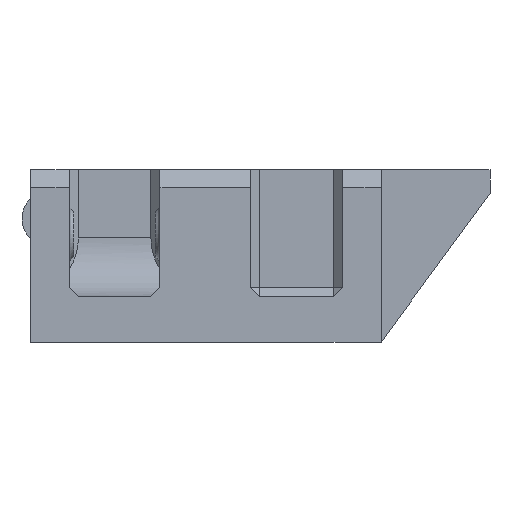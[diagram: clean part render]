
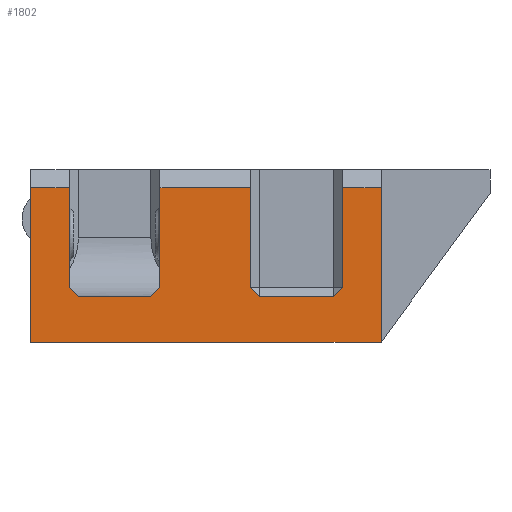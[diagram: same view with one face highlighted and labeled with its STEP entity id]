
A CAD part, left-side view. The second image highlights one B-rep face of the part: STEP entity #1802.
In plain terms, the highlighted planar face has unit normal (-1, 0, 0).
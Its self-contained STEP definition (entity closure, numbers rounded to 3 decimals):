
#97=PLANE('',#1956);
#182=FACE_OUTER_BOUND('',#295,.T.);
#295=EDGE_LOOP('',(#1442,#1443,#1444,#1445,#1446,#1447,#1448,#1449,#1450,
#1451,#1452,#1453,#1454,#1455,#1456,#1457));
#440=LINE('',#2605,#619);
#445=LINE('',#2616,#624);
#447=LINE('',#2620,#626);
#449=LINE('',#2624,#628);
#470=LINE('',#2709,#649);
#511=LINE('',#2812,#690);
#522=LINE('',#2833,#701);
#525=LINE('',#2838,#704);
#528=LINE('',#2843,#707);
#536=LINE('',#2871,#715);
#537=LINE('',#2874,#716);
#541=LINE('',#2882,#720);
#542=LINE('',#2883,#721);
#543=LINE('',#2885,#722);
#544=LINE('',#2887,#723);
#545=LINE('',#2888,#724);
#619=VECTOR('',#2069,10.);
#624=VECTOR('',#2078,10.);
#626=VECTOR('',#2082,10.);
#628=VECTOR('',#2086,10.);
#649=VECTOR('',#2171,10.);
#690=VECTOR('',#2256,10.);
#701=VECTOR('',#2275,10.);
#704=VECTOR('',#2280,10.);
#707=VECTOR('',#2285,10.);
#715=VECTOR('',#2317,10.);
#716=VECTOR('',#2320,10.);
#720=VECTOR('',#2326,10.);
#721=VECTOR('',#2327,10.);
#722=VECTOR('',#2328,10.);
#723=VECTOR('',#2329,10.);
#724=VECTOR('',#2330,10.);
#813=VERTEX_POINT('',#2602);
#814=VERTEX_POINT('',#2604);
#818=VERTEX_POINT('',#2614);
#819=VERTEX_POINT('',#2618);
#820=VERTEX_POINT('',#2622);
#852=VERTEX_POINT('',#2707);
#883=VERTEX_POINT('',#2810);
#884=VERTEX_POINT('',#2811);
#889=VERTEX_POINT('',#2831);
#890=VERTEX_POINT('',#2832);
#891=VERTEX_POINT('',#2837);
#899=VERTEX_POINT('',#2867);
#901=VERTEX_POINT('',#2873);
#904=VERTEX_POINT('',#2881);
#905=VERTEX_POINT('',#2884);
#906=VERTEX_POINT('',#2886);
#979=EDGE_CURVE('',#813,#814,#440,.T.);
#985=EDGE_CURVE('',#818,#813,#445,.T.);
#987=EDGE_CURVE('',#819,#818,#447,.T.);
#989=EDGE_CURVE('',#820,#819,#449,.T.);
#1031=EDGE_CURVE('',#820,#852,#470,.T.);
#1077=EDGE_CURVE('',#883,#884,#511,.T.);
#1088=EDGE_CURVE('',#889,#890,#522,.T.);
#1091=EDGE_CURVE('',#884,#891,#525,.T.);
#1094=EDGE_CURVE('',#890,#883,#528,.T.);
#1106=EDGE_CURVE('',#891,#899,#536,.T.);
#1107=EDGE_CURVE('',#901,#899,#537,.T.);
#1111=EDGE_CURVE('',#889,#904,#541,.T.);
#1112=EDGE_CURVE('',#814,#904,#542,.T.);
#1113=EDGE_CURVE('',#905,#852,#543,.T.);
#1114=EDGE_CURVE('',#906,#905,#544,.T.);
#1115=EDGE_CURVE('',#901,#906,#545,.T.);
#1442=ORIENTED_EDGE('',*,*,#1106,.F.);
#1443=ORIENTED_EDGE('',*,*,#1091,.F.);
#1444=ORIENTED_EDGE('',*,*,#1077,.F.);
#1445=ORIENTED_EDGE('',*,*,#1094,.F.);
#1446=ORIENTED_EDGE('',*,*,#1088,.F.);
#1447=ORIENTED_EDGE('',*,*,#1111,.T.);
#1448=ORIENTED_EDGE('',*,*,#1112,.F.);
#1449=ORIENTED_EDGE('',*,*,#979,.F.);
#1450=ORIENTED_EDGE('',*,*,#985,.F.);
#1451=ORIENTED_EDGE('',*,*,#987,.F.);
#1452=ORIENTED_EDGE('',*,*,#989,.F.);
#1453=ORIENTED_EDGE('',*,*,#1031,.T.);
#1454=ORIENTED_EDGE('',*,*,#1113,.F.);
#1455=ORIENTED_EDGE('',*,*,#1114,.F.);
#1456=ORIENTED_EDGE('',*,*,#1115,.F.);
#1457=ORIENTED_EDGE('',*,*,#1107,.T.);
#1802=ADVANCED_FACE('',(#182),#97,.T.);
#1956=AXIS2_PLACEMENT_3D('',#2880,#2324,#2325);
#2069=DIRECTION('',(0.,0.,1.));
#2078=DIRECTION('',(0.,-0.707,0.707));
#2082=DIRECTION('',(0.,-1.,0.));
#2086=DIRECTION('',(0.,-0.707,-0.707));
#2171=DIRECTION('',(0.,0.,1.));
#2256=DIRECTION('',(0.,-0.707,0.707));
#2275=DIRECTION('',(0.,-0.707,-0.707));
#2280=DIRECTION('',(0.,0.,1.));
#2285=DIRECTION('',(0.,-1.,0.));
#2317=DIRECTION('',(0.,-1.,0.));
#2320=DIRECTION('',(0.,0.,1.));
#2324=DIRECTION('center_axis',(-1.,0.,0.));
#2325=DIRECTION('ref_axis',(0.,-1.,0.));
#2326=DIRECTION('',(0.,0.,1.));
#2327=DIRECTION('',(0.,-1.,0.));
#2328=DIRECTION('',(0.,-1.,0.));
#2329=DIRECTION('',(0.,0.,1.));
#2330=DIRECTION('',(0.,1.,0.));
#2602=CARTESIAN_POINT('',(-32.8,6.05,6.));
#2604=CARTESIAN_POINT('',(-32.8,6.05,17.));
#2605=CARTESIAN_POINT('',(-32.8,6.05,5.));
#2614=CARTESIAN_POINT('',(-32.8,7.05,5.));
#2616=CARTESIAN_POINT('',(-32.8,11.363,0.688));
#2618=CARTESIAN_POINT('',(-32.8,15.05,5.));
#2620=CARTESIAN_POINT('',(-32.8,-18.3,5.));
#2622=CARTESIAN_POINT('',(-32.8,16.05,6.));
#2624=CARTESIAN_POINT('',(-32.8,15.363,5.313));
#2707=CARTESIAN_POINT('',(-32.8,16.05,17.));
#2709=CARTESIAN_POINT('',(-32.8,16.05,5.));
#2810=CARTESIAN_POINT('',(-32.8,-13.1,5.));
#2811=CARTESIAN_POINT('',(-32.8,-14.1,6.));
#2812=CARTESIAN_POINT('',(-32.8,-3.75,-4.35));
#2831=CARTESIAN_POINT('',(-32.8,-3.9,6.));
#2832=CARTESIAN_POINT('',(-32.8,-4.9,5.));
#2833=CARTESIAN_POINT('',(-32.8,0.4,10.3));
#2837=CARTESIAN_POINT('',(-32.8,-14.1,17.));
#2838=CARTESIAN_POINT('',(-32.8,-14.1,5.));
#2843=CARTESIAN_POINT('',(-32.8,-18.3,5.));
#2867=CARTESIAN_POINT('',(-32.8,-18.3,17.));
#2871=CARTESIAN_POINT('',(-32.8,10.65,17.));
#2873=CARTESIAN_POINT('',(-32.8,-18.3,0.));
#2874=CARTESIAN_POINT('',(-32.8,-18.3,0.));
#2880=CARTESIAN_POINT('Origin',(-32.8,20.3,0.));
#2881=CARTESIAN_POINT('',(-32.8,-3.9,17.));
#2882=CARTESIAN_POINT('',(-32.8,-3.9,5.));
#2883=CARTESIAN_POINT('',(-32.8,10.65,17.));
#2884=CARTESIAN_POINT('',(-32.8,20.3,17.));
#2885=CARTESIAN_POINT('',(-32.8,10.65,17.));
#2886=CARTESIAN_POINT('',(-32.8,20.3,0.));
#2887=CARTESIAN_POINT('',(-32.8,20.3,0.));
#2888=CARTESIAN_POINT('',(-32.8,-18.3,0.));
